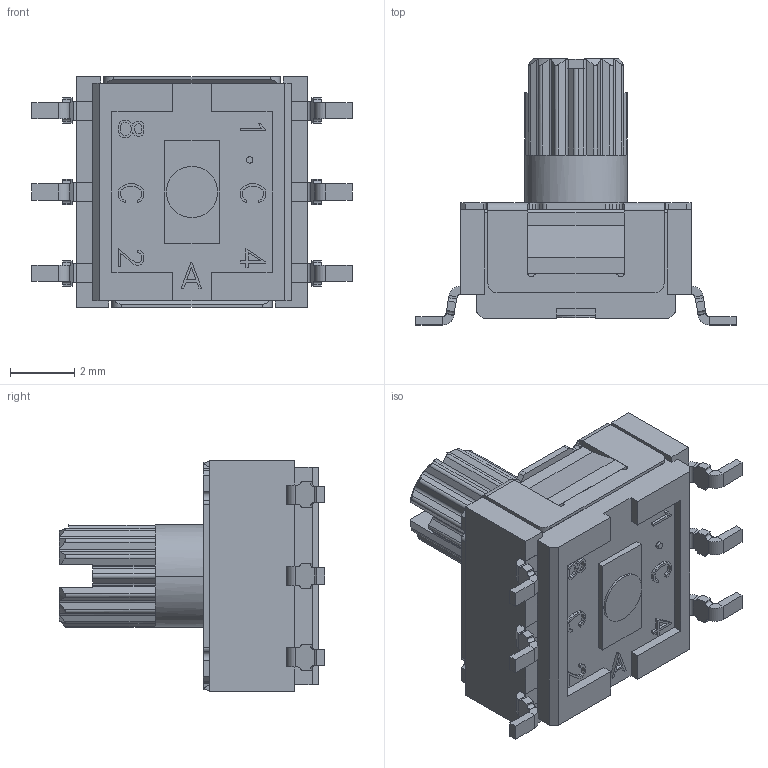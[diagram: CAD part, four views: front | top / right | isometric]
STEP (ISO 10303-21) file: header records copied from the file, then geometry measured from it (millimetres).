
FILE_DESCRIPTION (( 'STEP AP203' ),'1' );
FILE_NAME ('RSH-3ARM.STEP','2019-07-05T06:22:02',( '' ),( '' ),'SwSTEP 2.0','SolidWorks 2017','' );
FILE_SCHEMA (( 'CONFIG_CONTROL_DESIGN' ));
Length unit declared in the file: millimetre
Products named in the file (6): RSH-3ARM; ROTOR10_No.3; RSH-B01; RSH-B01_SMT(6 PIN); RSH-C01_10P; RSH-T01_SMT(6 PIN)
Assembly tree (5 placements, depth 3):
  RSH-3ARM
    RSH-B01_SMT(6 PIN)
      RSH-B01
      RSH-T01_SMT(6 PIN)
    RSH-C01_10P
    ROTOR10_No.3
Bounding box: 10 x 8.3 x 7.2 mm (x, y, z)
Volume: 171.5 mm3; surface area: 693.6 mm2
Topology: 4 solids, 4 shells, 1361 faces, 3750 edges, 2417 vertices
Faces by surface type: plane 879, cylinder 380, bspline 97, cone 5
Entity records: 34482 total; most frequent: CARTESIAN_POINT 8313, ORIENTED_EDGE 7500, EDGE_CURVE 3750, VERTEX_POINT 2417, LINE 2360, AXIS2_PLACEMENT_3D 1528, EDGE_LOOP 1453, DIRECTION 1439
